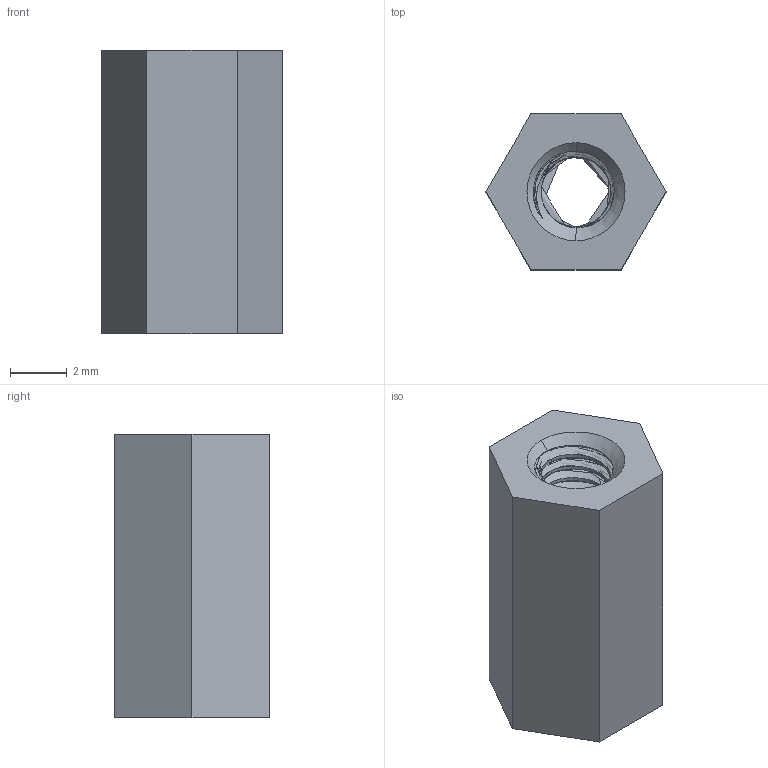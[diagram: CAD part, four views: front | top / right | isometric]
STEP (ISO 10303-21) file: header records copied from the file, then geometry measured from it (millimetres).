
FILE_DESCRIPTION (( 'STEP AP214' ), '1' );
FILE_NAME ('hex spacer standoff nut_M3 L10.STEP', '2023-09-23T06:31:35', ( '' ), ( '' ), 'SwSTEP 2.0', 'SolidWorks 2019', '' );
FILE_SCHEMA (( 'AUTOMOTIVE_DESIGN' ));
Length unit declared in the file: millimetre
Products named in the file (1): hex spacer standoff nut_M3 L10
Bounding box: 6.35 x 5.5 x 10 mm (x, y, z)
Volume: 203 mm3; surface area: 365.2 mm2
Topology: 1 solids, 1 shells, 67 faces, 195 edges, 130 vertices
Faces by surface type: cylinder 52, plane 8, cone 4, bspline 3
Entity records: 15681 total; most frequent: CARTESIAN_POINT 14103, ORIENTED_EDGE 390, DIRECTION 215, EDGE_CURVE 195, VERTEX_POINT 130, B_SPLINE_CURVE_WITH_KNOTS 116, VECTOR 73, LINE 73
